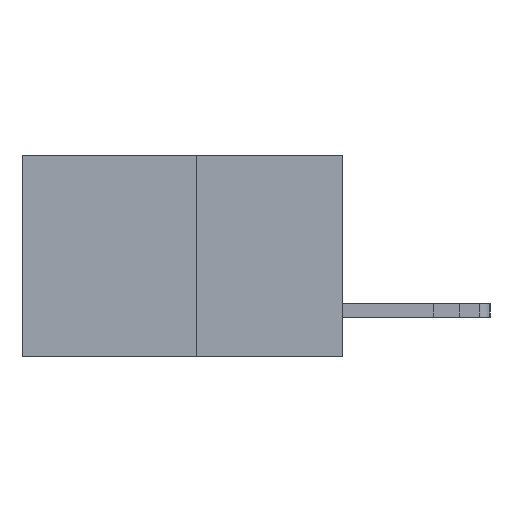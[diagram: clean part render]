
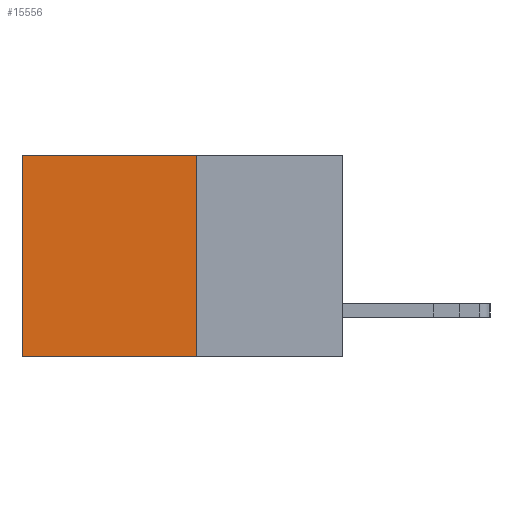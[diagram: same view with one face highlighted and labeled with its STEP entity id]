
A CAD part, left-side view. The second image highlights one B-rep face of the part: STEP entity #15556.
In plain terms, the highlighted planar face has unit normal (-1, 0, 0).
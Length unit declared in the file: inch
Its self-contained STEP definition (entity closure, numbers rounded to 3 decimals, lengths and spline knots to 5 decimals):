
#1272 = ORIENTED_EDGE ( 'NONE', *, *, #6260, .F. ) ;
#2213 = VERTEX_POINT ( 'NONE', #19288 ) ;
#2917 = EDGE_CURVE ( 'NONE', #21499, #7663, #26948, .T. ) ;
#4118 = VECTOR ( 'NONE', #28726, 39.37008 ) ;
#4417 = ORIENTED_EDGE ( 'NONE', *, *, #15422, .T. ) ;
#5487 = DIRECTION ( 'NONE',  ( 0., 1., 0. ) ) ;
#6078 = CARTESIAN_POINT ( 'NONE',  ( 0.277, 0.27, -0.37 ) ) ;
#6260 = EDGE_CURVE ( 'NONE', #12534, #2213, #10391, .T. ) ;
#7663 = VERTEX_POINT ( 'NONE', #21412 ) ;
#8283 = VECTOR ( 'NONE', #23271, 39.37008 ) ;
#8454 = DIRECTION ( 'NONE',  ( 0., 0., -1. ) ) ;
#9058 = ORIENTED_EDGE ( 'NONE', *, *, #2917, .T. ) ;
#10391 = LINE ( 'NONE', #6078, #15852 ) ;
#11242 = LINE ( 'NONE', #26390, #4118 ) ;
#11628 = AXIS2_PLACEMENT_3D ( 'NONE', #29234, #29334, #15370 ) ;
#12534 = VERTEX_POINT ( 'NONE', #12765 ) ;
#12765 = CARTESIAN_POINT ( 'NONE',  ( 0.277, 0.27, 0. ) ) ;
#14631 = ORIENTED_EDGE ( 'NONE', *, *, #21263, .F. ) ;
#15370 = DIRECTION ( 'NONE',  ( 0., 0., -1. ) ) ;
#15422 = EDGE_CURVE ( 'NONE', #12534, #21499, #28082, .T. ) ;
#15556 = ADVANCED_FACE ( 'NONE', ( #29899 ), #26985, .F. ) ;
#15659 = EDGE_LOOP ( 'NONE', ( #9058, #14631, #1272, #4417 ) ) ;
#15852 = VECTOR ( 'NONE', #8454, 39.37008 ) ;
#17871 = CARTESIAN_POINT ( 'NONE',  ( 0.277, 0.59, 0. ) ) ;
#19288 = CARTESIAN_POINT ( 'NONE',  ( 0.277, 0.27, -0.37 ) ) ;
#21263 = EDGE_CURVE ( 'NONE', #2213, #7663, #11242, .T. ) ;
#21412 = CARTESIAN_POINT ( 'NONE',  ( 0.277, 0.59, -0.37 ) ) ;
#21499 = VERTEX_POINT ( 'NONE', #17871 ) ;
#21914 = CARTESIAN_POINT ( 'NONE',  ( 0.277, 0.27, 0. ) ) ;
#22613 = VECTOR ( 'NONE', #5487, 39.37008 ) ;
#23271 = DIRECTION ( 'NONE',  ( 0., 0., -1. ) ) ;
#23802 = CARTESIAN_POINT ( 'NONE',  ( 0.277, 0.59, -0.37 ) ) ;
#26390 = CARTESIAN_POINT ( 'NONE',  ( 0.277, 0.27, -0.37 ) ) ;
#26948 = LINE ( 'NONE', #23802, #8283 ) ;
#26985 = PLANE ( 'NONE',  #11628 ) ;
#28082 = LINE ( 'NONE', #21914, #22613 ) ;
#28726 = DIRECTION ( 'NONE',  ( 0., 1., 0. ) ) ;
#29234 = CARTESIAN_POINT ( 'NONE',  ( 0.277, 0.27, -0.37 ) ) ;
#29334 = DIRECTION ( 'NONE',  ( 1., 0., 0. ) ) ;
#29899 = FACE_OUTER_BOUND ( 'NONE', #15659, .T. ) ;
